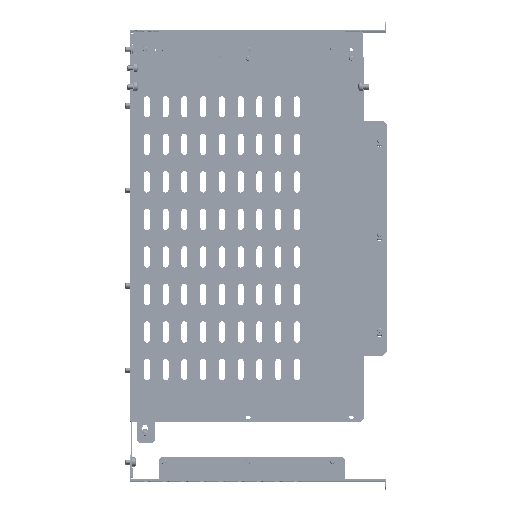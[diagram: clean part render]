
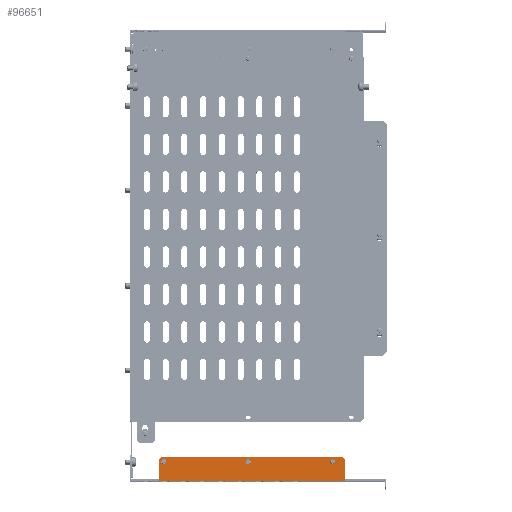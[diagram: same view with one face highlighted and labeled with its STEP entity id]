
A CAD part, top view. The second image highlights one B-rep face of the part: STEP entity #96651.
In plain terms, the highlighted planar face has unit normal (0, 0, 1).
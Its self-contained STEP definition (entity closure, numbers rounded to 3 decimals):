
#1911 = LINE ( 'NONE', #14579, #68985 ) ;
#2376 = CARTESIAN_POINT ( 'NONE',  ( -1492.003, -375.158, -0.75 ) ) ;
#5119 = EDGE_LOOP ( 'NONE', ( #58696, #116118 ) ) ;
#8102 = ORIENTED_EDGE ( 'NONE', *, *, #107870, .T. ) ;
#10430 = VECTOR ( 'NONE', #115822, 1000. ) ;
#10900 = EDGE_CURVE ( 'NONE', #49961, #133919, #82311, .T. ) ;
#14121 = CARTESIAN_POINT ( 'NONE',  ( -1611.003, -397.658, -0.75 ) ) ;
#14579 = CARTESIAN_POINT ( 'NONE',  ( -1366.503, -369.158, -0.75 ) ) ;
#15671 = ORIENTED_EDGE ( 'NONE', *, *, #47431, .T. ) ;
#15893 = CARTESIAN_POINT ( 'NONE',  ( -1611.003, -397.658, -0.75 ) ) ;
#17234 = DIRECTION ( 'NONE',  ( 0., -1., 0. ) ) ;
#17876 = CIRCLE ( 'NONE', #103446, 3.25 ) ;
#19215 = CARTESIAN_POINT ( 'NONE',  ( -1379.503, -375.158, -0.75 ) ) ;
#19444 = CARTESIAN_POINT ( 'NONE',  ( -1363.503, -398.658, -0.75 ) ) ;
#19642 = DIRECTION ( 'NONE',  ( 0., 1., 0. ) ) ;
#20423 = EDGE_CURVE ( 'NONE', #112698, #110705, #105940, .T. ) ;
#20890 = ORIENTED_EDGE ( 'NONE', *, *, #25646, .T. ) ;
#21554 = CARTESIAN_POINT ( 'NONE',  ( -1611.003, -372.158, -0.75 ) ) ;
#22134 = ORIENTED_EDGE ( 'NONE', *, *, #116615, .T. ) ;
#22465 = ORIENTED_EDGE ( 'NONE', *, *, #10900, .F. ) ;
#24172 = CARTESIAN_POINT ( 'NONE',  ( -1363.503, -369.158, -0.75 ) ) ;
#24486 = VECTOR ( 'NONE', #119717, 1000. ) ;
#25646 = EDGE_CURVE ( 'NONE', #115055, #73629, #113061, .T. ) ;
#26763 = VERTEX_POINT ( 'NONE', #106424 ) ;
#28849 = CIRCLE ( 'NONE', #40626, 3.25 ) ;
#30596 = LINE ( 'NONE', #19444, #50297 ) ;
#30675 = EDGE_LOOP ( 'NONE', ( #94576, #20890 ) ) ;
#31318 = CARTESIAN_POINT ( 'NONE',  ( -1366.503, -369.158, -0.75 ) ) ;
#35295 = CARTESIAN_POINT ( 'NONE',  ( -1604.503, -375.158, -0.75 ) ) ;
#38301 = CARTESIAN_POINT ( 'NONE',  ( -1611.003, -369.158, -0.75 ) ) ;
#40626 = AXIS2_PLACEMENT_3D ( 'NONE', #2376, #70150, #58969 ) ;
#40745 = CARTESIAN_POINT ( 'NONE',  ( -1611.003, -372.158, -0.75 ) ) ;
#43074 = PLANE ( 'NONE',  #78657 ) ;
#43122 = CARTESIAN_POINT ( 'NONE',  ( -1492.003, -371.908, -0.75 ) ) ;
#43725 = EDGE_LOOP ( 'NONE', ( #91460, #22134, #50440, #69509, #22465, #15671, #8102, #64043 ) ) ;
#46413 = VERTEX_POINT ( 'NONE', #53028 ) ;
#47247 = VERTEX_POINT ( 'NONE', #135148 ) ;
#47431 = EDGE_CURVE ( 'NONE', #49961, #103632, #143206, .T. ) ;
#48694 = DIRECTION ( 'NONE',  ( 0., -1., 0. ) ) ;
#49961 = VERTEX_POINT ( 'NONE', #14121 ) ;
#50297 = VECTOR ( 'NONE', #17234, 1000. ) ;
#50440 = ORIENTED_EDGE ( 'NONE', *, *, #79587, .F. ) ;
#50967 = EDGE_CURVE ( 'NONE', #133173, #70997, #30596, .T. ) ;
#52055 = DIRECTION ( 'NONE',  ( 0., -1., 0. ) ) ;
#52600 = CARTESIAN_POINT ( 'NONE',  ( -1379.503, -375.158, -0.75 ) ) ;
#52797 = FACE_BOUND ( 'NONE', #142520, .T. ) ;
#52998 = EDGE_CURVE ( 'NONE', #26763, #47247, #79335, .T. ) ;
#53028 = CARTESIAN_POINT ( 'NONE',  ( -1608.003, -369.158, -0.75 ) ) ;
#58696 = ORIENTED_EDGE ( 'NONE', *, *, #67452, .T. ) ;
#58969 = DIRECTION ( 'NONE',  ( 0., 1., 0. ) ) ;
#61502 = AXIS2_PLACEMENT_3D ( 'NONE', #19215, #64604, #110060 ) ;
#63020 = DIRECTION ( 'NONE',  ( 0., 1., 0. ) ) ;
#63499 = CARTESIAN_POINT ( 'NONE',  ( -1363.503, -400.158, -0.75 ) ) ;
#64043 = ORIENTED_EDGE ( 'NONE', *, *, #105209, .F. ) ;
#64604 = DIRECTION ( 'NONE',  ( 0., 0., -1. ) ) ;
#67452 = EDGE_CURVE ( 'NONE', #110705, #112698, #28849, .T. ) ;
#68253 = VECTOR ( 'NONE', #86200, 1000. ) ;
#68985 = VECTOR ( 'NONE', #92046, 1000. ) ;
#69364 = VECTOR ( 'NONE', #48694, 1000. ) ;
#69509 = ORIENTED_EDGE ( 'NONE', *, *, #111058, .T. ) ;
#70150 = DIRECTION ( 'NONE',  ( 0., 0., -1. ) ) ;
#70282 = DIRECTION ( 'NONE',  ( 0., 0., -1. ) ) ;
#70326 = AXIS2_PLACEMENT_3D ( 'NONE', #126049, #111932, #146934 ) ;
#70997 = VERTEX_POINT ( 'NONE', #142676 ) ;
#73516 = LINE ( 'NONE', #118973, #24486 ) ;
#73629 = VERTEX_POINT ( 'NONE', #111752 ) ;
#73944 = LINE ( 'NONE', #63499, #69364 ) ;
#75598 = ORIENTED_EDGE ( 'NONE', *, *, #52998, .T. ) ;
#75674 = DIRECTION ( 'NONE',  ( 0., 0., -1. ) ) ;
#76677 = CARTESIAN_POINT ( 'NONE',  ( -1363.503, -400.158, -0.75 ) ) ;
#78657 = AXIS2_PLACEMENT_3D ( 'NONE', #143701, #108675, #52055 ) ;
#79335 = CIRCLE ( 'NONE', #129335, 3.25 ) ;
#79587 = EDGE_CURVE ( 'NONE', #46413, #143525, #80054, .T. ) ;
#80054 = LINE ( 'NONE', #24172, #142113 ) ;
#82311 = LINE ( 'NONE', #38301, #10430 ) ;
#83113 = CARTESIAN_POINT ( 'NONE',  ( -1492.003, -378.408, -0.75 ) ) ;
#86200 = DIRECTION ( 'NONE',  ( -0.707, -0.707, 0. ) ) ;
#86665 = DIRECTION ( 'NONE',  ( 0., 0., -1. ) ) ;
#86670 = EDGE_CURVE ( 'NONE', #73629, #115055, #17876, .T. ) ;
#89551 = EDGE_CURVE ( 'NONE', #47247, #26763, #130446, .T. ) ;
#90476 = DIRECTION ( 'NONE',  ( 1., 0., 0. ) ) ;
#91460 = ORIENTED_EDGE ( 'NONE', *, *, #50967, .F. ) ;
#92046 = DIRECTION ( 'NONE',  ( -0.707, 0.707, 0. ) ) ;
#94576 = ORIENTED_EDGE ( 'NONE', *, *, #86670, .T. ) ;
#96651 = ADVANCED_FACE ( 'NONE', ( #52797, #98229, #110898, #145168 ), #43074, .F. ) ;
#97305 = CARTESIAN_POINT ( 'NONE',  ( -1604.503, -378.408, -0.75 ) ) ;
#98229 = FACE_BOUND ( 'NONE', #5119, .T. ) ;
#103406 = CARTESIAN_POINT ( 'NONE',  ( -1363.503, -372.158, -0.75 ) ) ;
#103446 = AXIS2_PLACEMENT_3D ( 'NONE', #35295, #70282, #126925 ) ;
#103632 = VERTEX_POINT ( 'NONE', #105452 ) ;
#105209 = EDGE_CURVE ( 'NONE', #70997, #112071, #73944, .T. ) ;
#105452 = CARTESIAN_POINT ( 'NONE',  ( -1611.003, -400.158, -0.75 ) ) ;
#105940 = CIRCLE ( 'NONE', #70326, 3.25 ) ;
#106424 = CARTESIAN_POINT ( 'NONE',  ( -1379.503, -378.408, -0.75 ) ) ;
#107870 = EDGE_CURVE ( 'NONE', #103632, #112071, #73516, .T. ) ;
#108675 = DIRECTION ( 'NONE',  ( 0., 0., -1. ) ) ;
#110060 = DIRECTION ( 'NONE',  ( 0., 1., 0. ) ) ;
#110705 = VERTEX_POINT ( 'NONE', #43122 ) ;
#110898 = FACE_BOUND ( 'NONE', #30675, .T. ) ;
#111058 = EDGE_CURVE ( 'NONE', #46413, #133919, #142822, .T. ) ;
#111752 = CARTESIAN_POINT ( 'NONE',  ( -1604.503, -371.908, -0.75 ) ) ;
#111932 = DIRECTION ( 'NONE',  ( 0., 0., -1. ) ) ;
#112071 = VERTEX_POINT ( 'NONE', #76677 ) ;
#112698 = VERTEX_POINT ( 'NONE', #83113 ) ;
#113061 = CIRCLE ( 'NONE', #141692, 3.25 ) ;
#115055 = VERTEX_POINT ( 'NONE', #97305 ) ;
#115822 = DIRECTION ( 'NONE',  ( 0., 1., 0. ) ) ;
#116118 = ORIENTED_EDGE ( 'NONE', *, *, #20423, .T. ) ;
#116615 = EDGE_CURVE ( 'NONE', #133173, #143525, #1911, .T. ) ;
#117674 = ORIENTED_EDGE ( 'NONE', *, *, #89551, .T. ) ;
#118973 = CARTESIAN_POINT ( 'NONE',  ( -1494.503, -400.158, -0.75 ) ) ;
#119717 = DIRECTION ( 'NONE',  ( 1., 0., 0. ) ) ;
#123296 = VECTOR ( 'NONE', #131291, 1000. ) ;
#123881 = CARTESIAN_POINT ( 'NONE',  ( -1604.503, -375.158, -0.75 ) ) ;
#126049 = CARTESIAN_POINT ( 'NONE',  ( -1492.003, -375.158, -0.75 ) ) ;
#126925 = DIRECTION ( 'NONE',  ( 0., 1., 0. ) ) ;
#129335 = AXIS2_PLACEMENT_3D ( 'NONE', #52600, #75674, #63020 ) ;
#130446 = CIRCLE ( 'NONE', #61502, 3.25 ) ;
#131291 = DIRECTION ( 'NONE',  ( 0., -1., 0. ) ) ;
#133173 = VERTEX_POINT ( 'NONE', #103406 ) ;
#133919 = VERTEX_POINT ( 'NONE', #21554 ) ;
#135148 = CARTESIAN_POINT ( 'NONE',  ( -1379.503, -371.908, -0.75 ) ) ;
#141692 = AXIS2_PLACEMENT_3D ( 'NONE', #123881, #86665, #19642 ) ;
#142113 = VECTOR ( 'NONE', #90476, 1000. ) ;
#142520 = EDGE_LOOP ( 'NONE', ( #117674, #75598 ) ) ;
#142676 = CARTESIAN_POINT ( 'NONE',  ( -1363.503, -397.658, -0.75 ) ) ;
#142822 = LINE ( 'NONE', #40745, #68253 ) ;
#143206 = LINE ( 'NONE', #15893, #123296 ) ;
#143525 = VERTEX_POINT ( 'NONE', #31318 ) ;
#143701 = CARTESIAN_POINT ( 'NONE',  ( -1494.503, -400.158, -0.75 ) ) ;
#145168 = FACE_OUTER_BOUND ( 'NONE', #43725, .T. ) ;
#146934 = DIRECTION ( 'NONE',  ( 0., 1., 0. ) ) ;
